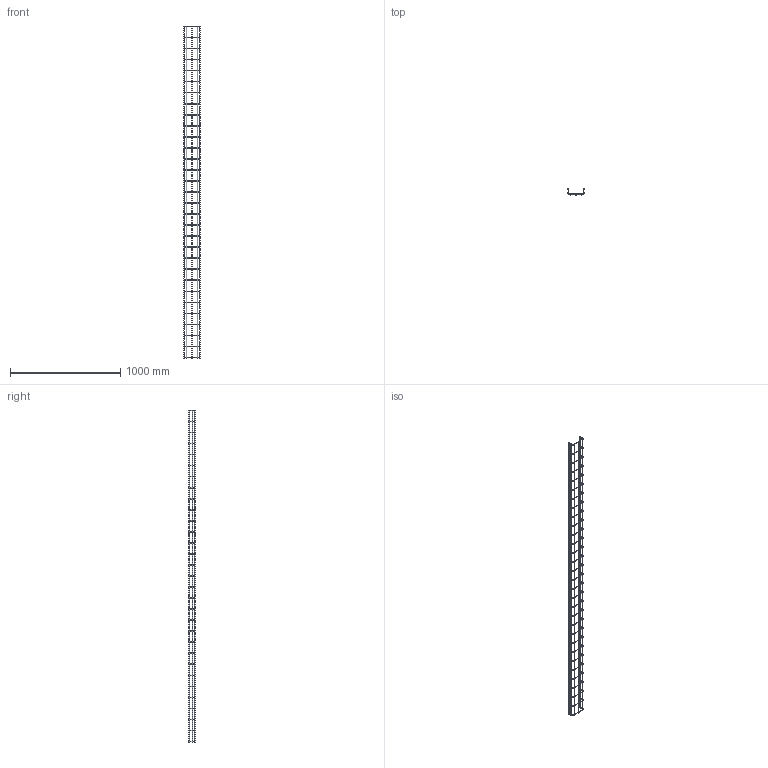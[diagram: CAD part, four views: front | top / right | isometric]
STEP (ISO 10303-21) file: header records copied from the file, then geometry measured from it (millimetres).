
FILE_DESCRIPTION (( 'STEP AP214' ), '1' );
FILE_NAME ('6000913_KSTP1.stp', '2018-08-29T12:28:46', ( '' ), ( '' ), 'SwSTEP 2.0', 'SolidWorks 2016', '' );
FILE_SCHEMA (( 'AUTOMOTIVE_DESIGN' ));
Length unit declared in the file: millimetre
Products named in the file (1): 6000913_KSTP1
Bounding box: 150 x 55 x 3007.9 mm (x, y, z)
Volume: 763584.3 mm3; surface area: 513322.9 mm2
Topology: 1 solids, 1 shells, 400 faces, 1747 edges, 1082 vertices
Faces by surface type: cylinder 200, torus 124, plane 76
Entity records: 30249 total; most frequent: CARTESIAN_POINT 16498, ORIENTED_EDGE 3494, DIRECTION 2391, EDGE_CURVE 1747, VERTEX_POINT 1082, AXIS2_PLACEMENT_3D 925, B_SPLINE_CURVE_WITH_KNOTS 682, LINE 541
